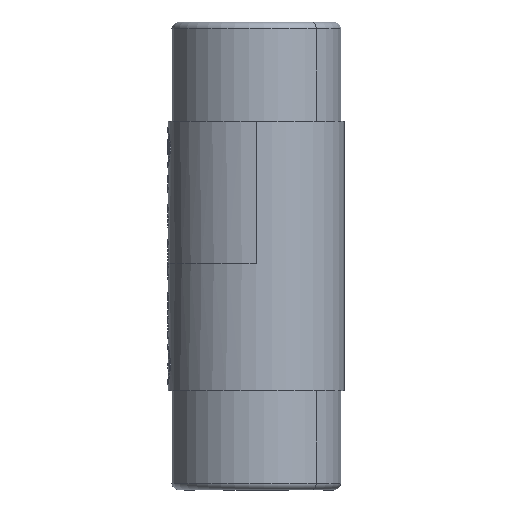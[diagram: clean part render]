
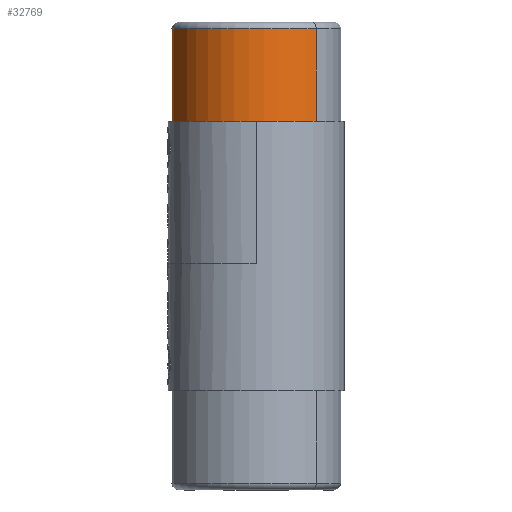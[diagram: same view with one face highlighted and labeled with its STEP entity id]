
A CAD part, front view. The second image highlights one B-rep face of the part: STEP entity #32769.
In plain terms, the highlighted cylindrical face has radius 6.25 mm (diameter 12.5 mm), a partial arc.
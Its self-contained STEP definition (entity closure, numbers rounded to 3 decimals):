
#4121=CARTESIAN_POINT('',(5.059,4.881,8.302));
#4122=DIRECTION('',(0.,0.,-1.));
#4123=DIRECTION('',(0.707,-0.707,0.));
#4124=AXIS2_PLACEMENT_3D('',#4121,#4122,#4123);
#4131=CARTESIAN_POINT('',(5.059,4.881,15.102));
#4132=DIRECTION('',(0.,0.,1.));
#4133=DIRECTION('',(-0.707,0.707,0.));
#4134=AXIS2_PLACEMENT_3D('',#4131,#4132,#4133);
#4136=DIRECTION('',(0.,0.,-1.));
#4137=VECTOR('',#4136,6.8);
#4138=CARTESIAN_POINT('',(9.479,0.461,15.102));
#4139=LINE('',#4138,#4137);
#4145=DIRECTION('',(0.,0.,-1.));
#4146=VECTOR('',#4145,6.8);
#4147=CARTESIAN_POINT('',(0.64,9.3,15.102));
#4148=LINE('',#4147,#4146);
#25029=CARTESIAN_POINT('',(0.64,9.3,
15.102));
#25030=CARTESIAN_POINT('',(9.479,0.461,
15.102));
#25031=VERTEX_POINT('',#25029);
#25032=VERTEX_POINT('',#25030);
#25741=CARTESIAN_POINT('',(9.479,0.461,
8.302));
#25742=CARTESIAN_POINT('',(0.64,9.3,
8.302));
#25743=VERTEX_POINT('',#25741);
#25744=VERTEX_POINT('',#25742);
#32755=CARTESIAN_POINT('',(5.059,4.881,15.602));
#32756=DIRECTION('',(0.,0.,-1.));
#32757=DIRECTION('',(0.707,-0.707,0.));
#32758=AXIS2_PLACEMENT_3D('',#32755,#32756,#32757);
#32759=CYLINDRICAL_SURFACE('',#32758,6.25);
#32760=ORIENTED_EDGE('',*,*,#32748,.T.);
#32762=ORIENTED_EDGE('',*,*,#32761,.F.);
#32764=ORIENTED_EDGE('',*,*,#32763,.T.);
#32766=ORIENTED_EDGE('',*,*,#32765,.T.);
#32767=EDGE_LOOP('',(#32760,#32762,#32764,#32766));
#32768=FACE_OUTER_BOUND('',#32767,.F.);
#32769=ADVANCED_FACE('',(#32768),#32759,.T.);
#4125=CIRCLE('',#4124,6.25);
#4135=CIRCLE('',#4134,6.25);
#32748=EDGE_CURVE('',#25743,#25744,#4125,.T.);
#32761=EDGE_CURVE('',#25031,#25744,#4148,.T.);
#32763=EDGE_CURVE('',#25031,#25032,#4135,.T.);
#32765=EDGE_CURVE('',#25032,#25743,#4139,.T.);
